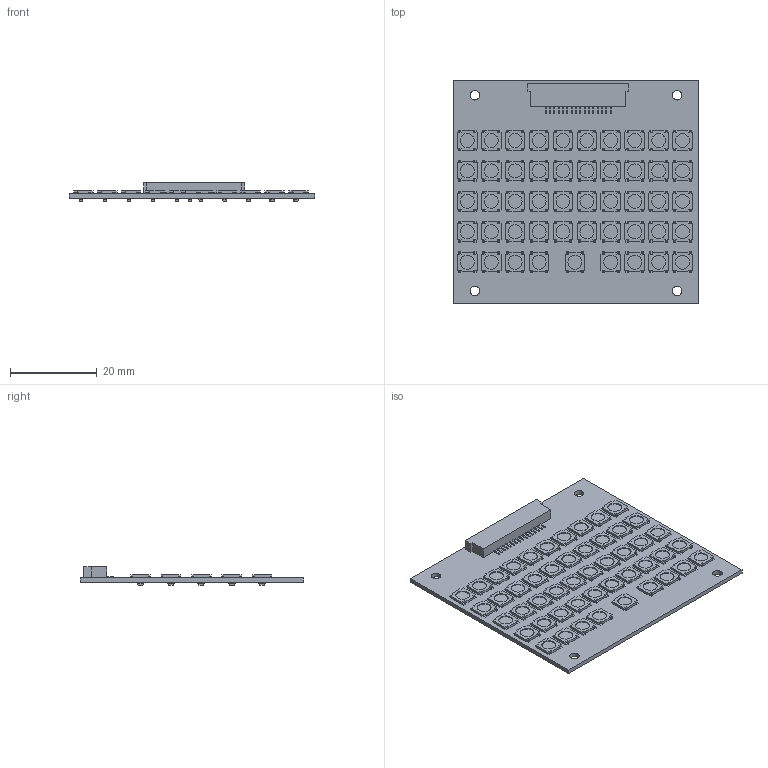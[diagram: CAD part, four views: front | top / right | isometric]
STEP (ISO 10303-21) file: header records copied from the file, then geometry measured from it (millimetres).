
FILE_DESCRIPTION(('KiCad electronic assembly'),'2;1');
FILE_NAME('airMouse-keyboard.step','2025-02-21T00:34:42',('Pcbnew'),( 'Kicad'),'Open CASCADE STEP processor 7.6','KiCad to STEP converter' ,'Unknown');
FILE_SCHEMA(('AUTOMOTIVE_DESIGN { 1 0 10303 214 1 1 1 1 }'));
Length unit declared in the file: millimetre
Products named in the file (5): airMouse-keyboard 1; TL3315NF100Q; DS1020-07-16VBT1A-R; D_SOD-523; airMouse-keyboard_PCB
Assembly tree (100 placements, depth 2):
  airMouse-keyboard 1
    TL3315NF100Q  x49
    DS1020-07-16VBT1A-R
    D_SOD-523  x49
    airMouse-keyboard_PCB
Bounding box: 56.5 x 51.5 x 4.3 mm (x, y, z)
Volume: 3602.1 mm3; surface area: 9307.8 mm2
Topology: 100 solids, 100 shells, 3976 faces, 9823 edges, 6342 vertices
Faces by surface type: plane 3433, bspline 490, cylinder 53
Full cylindrical faces by diameter (mm): 2.2 x4, 3.2 x49
Entity records: 6222 total; most frequent: CARTESIAN_POINT 1104, DIRECTION 1011, ORIENTED_EDGE 926, EDGE_CURVE 463, LINE 441, VECTOR 441, VERTEX_POINT 294, AXIS2_PLACEMENT_3D 285
